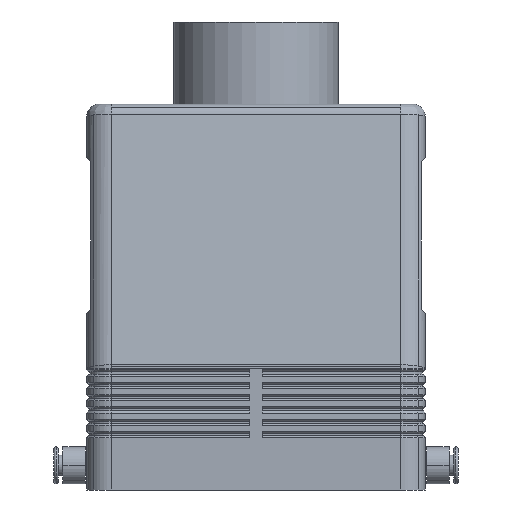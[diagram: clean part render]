
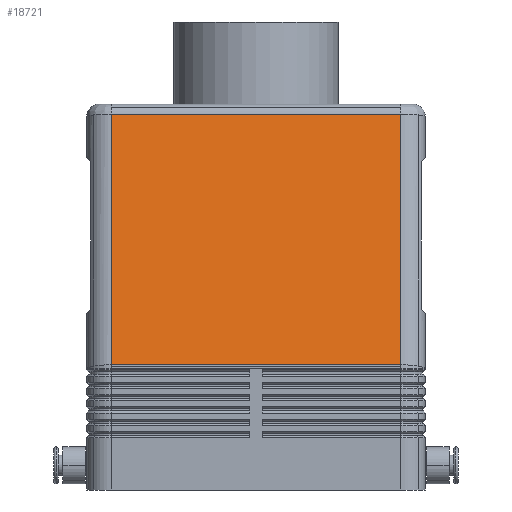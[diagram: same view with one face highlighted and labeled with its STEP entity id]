
A CAD part, left-side view. The second image highlights one B-rep face of the part: STEP entity #18721.
In plain terms, the highlighted planar face has unit normal (-0.986, 0, 0.166).
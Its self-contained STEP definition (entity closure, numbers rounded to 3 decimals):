
#651=CARTESIAN_POINT('',(-46.667,-35.25,30.493));
#652=VERTEX_POINT('',#651);
#660=CARTESIAN_POINT('',(-46.667,35.25,30.493));
#661=VERTEX_POINT('',#660);
#662=CARTESIAN_POINT('',(-46.667,-35.25,30.493));
#663=DIRECTION('',(0.0,1.0,0.0));
#664=VECTOR('',#663,70.5);
#665=LINE('',#662,#664);
#666=EDGE_CURVE('',#652,#661,#665,.T.);
#10255=CARTESIAN_POINT('',(-36.42,-35.25,91.497));
#10256=VERTEX_POINT('',#10255);
#10264=CARTESIAN_POINT('',(-36.42,-35.25,91.497));
#10265=DIRECTION('',(-0.166,0.0,-0.986));
#10266=VECTOR('',#10265,61.858);
#10267=LINE('',#10264,#10266);
#10268=EDGE_CURVE('',#10256,#652,#10267,.T.);
#18296=CARTESIAN_POINT('',(-36.42,35.25,91.497));
#18297=VERTEX_POINT('',#18296);
#18305=CARTESIAN_POINT('',(-36.42,35.25,91.497));
#18306=DIRECTION('',(0.0,-1.0,0.0));
#18307=VECTOR('',#18306,70.5);
#18308=LINE('',#18305,#18307);
#18309=EDGE_CURVE('',#18297,#10256,#18308,.T.);
#18688=CARTESIAN_POINT('',(-46.667,35.25,30.493));
#18689=DIRECTION('',(0.166,0.0,0.986));
#18690=VECTOR('',#18689,61.858);
#18691=LINE('',#18688,#18690);
#18692=EDGE_CURVE('',#661,#18297,#18691,.T.);
#18710=CARTESIAN_POINT('',(-36.0,0.0,94.0));
#18711=DIRECTION('',(-0.986,0.0,0.166));
#18712=DIRECTION('',(0.166,0.0,0.986));
#18713=AXIS2_PLACEMENT_3D('',#18710,#18711,#18712);
#18714=PLANE('',#18713);
#18715=ORIENTED_EDGE('',*,*,#18309,.F.);
#18716=ORIENTED_EDGE('',*,*,#18692,.F.);
#18717=ORIENTED_EDGE('',*,*,#666,.F.);
#18718=ORIENTED_EDGE('',*,*,#10268,.F.);
#18719=EDGE_LOOP('',(#18715,#18716,#18717,#18718));
#18720=FACE_OUTER_BOUND('',#18719,.T.);
#18721=ADVANCED_FACE('',(#18720),#18714,.T.);
